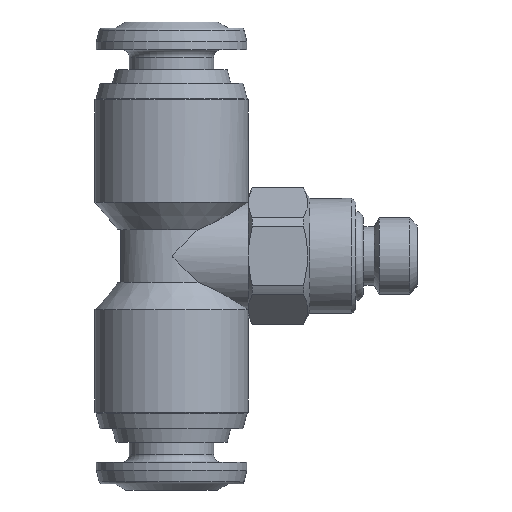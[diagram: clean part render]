
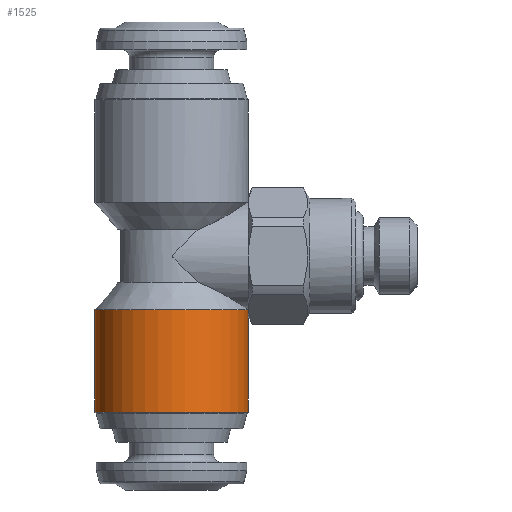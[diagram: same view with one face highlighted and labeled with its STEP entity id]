
A CAD part, left-side view. The second image highlights one B-rep face of the part: STEP entity #1525.
In plain terms, the highlighted cylindrical face has radius 5 mm (diameter 10 mm), a full revolution.
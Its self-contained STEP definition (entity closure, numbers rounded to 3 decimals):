
#98=CYLINDRICAL_SURFACE('',#1662,5.);
#270=ORIENTED_EDGE('',*,*,#449,.F.);
#271=ORIENTED_EDGE('',*,*,#369,.T.);
#369=EDGE_CURVE('',#482,#482,#570,.T.);
#449=EDGE_CURVE('',#542,#542,#618,.T.);
#482=VERTEX_POINT('',#2116);
#542=VERTEX_POINT('',#2385);
#570=CIRCLE('',#1574,5.);
#618=CIRCLE('',#1663,5.);
#715=EDGE_LOOP('',(#270));
#716=EDGE_LOOP('',(#271));
#849=FACE_BOUND('',#715,.T.);
#850=FACE_BOUND('',#716,.T.);
#1525=ADVANCED_FACE('',(#849,#850),#98,.T.);
#1574=AXIS2_PLACEMENT_3D('',#2115,#1742,#1743);
#1662=AXIS2_PLACEMENT_3D('',#2383,#1930,#1931);
#1663=AXIS2_PLACEMENT_3D('',#2384,#1932,#1933);
#1742=DIRECTION('',(0.,0.,-1.));
#1743=DIRECTION('',(-1.,0.,0.));
#1930=DIRECTION('',(0.,0.,-1.));
#1931=DIRECTION('',(-1.,0.,0.));
#1932=DIRECTION('',(0.,0.,-1.));
#1933=DIRECTION('',(-1.,0.,0.));
#2115=CARTESIAN_POINT('',(0.,16.,-3.51));
#2116=CARTESIAN_POINT('',(-5.,16.,-3.51));
#2383=CARTESIAN_POINT('',(0.,16.,-15.25));
#2384=CARTESIAN_POINT('',(0.,16.,-10.168));
#2385=CARTESIAN_POINT('',(-5.,16.,-10.168));
